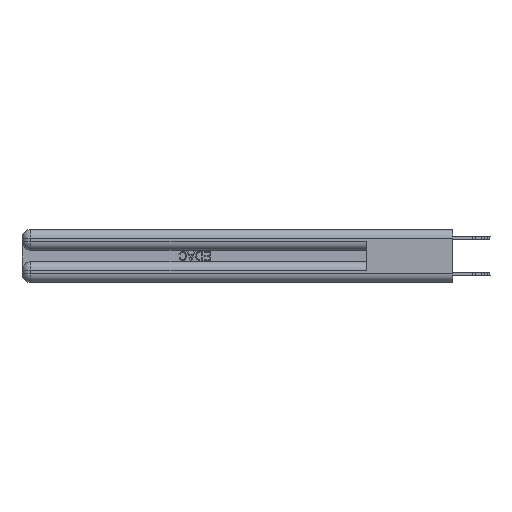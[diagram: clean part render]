
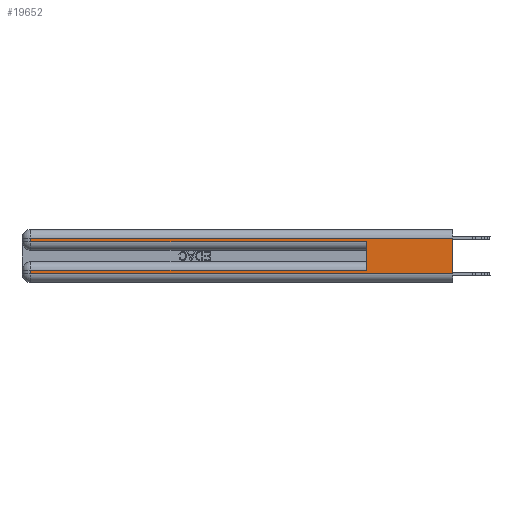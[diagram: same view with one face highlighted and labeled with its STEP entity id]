
A CAD part, left-side view. The second image highlights one B-rep face of the part: STEP entity #19652.
In plain terms, the highlighted planar face has unit normal (-1, 0, 0).
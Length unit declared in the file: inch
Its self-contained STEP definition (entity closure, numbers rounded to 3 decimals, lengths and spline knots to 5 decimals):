
#485 = VERTEX_POINT ( 'NONE', #16000 ) ;
#1075 = CARTESIAN_POINT ( 'NONE',  ( 0., 0., 0.37 ) ) ;
#2663 = VECTOR ( 'NONE', #16777, 39.37008 ) ;
#3954 = CARTESIAN_POINT ( 'NONE',  ( 0., 0., 0.285 ) ) ;
#4180 = DIRECTION ( 'NONE',  ( 0., 0., -1. ) ) ;
#4261 = DIRECTION ( 'NONE',  ( 0., -1., 0. ) ) ;
#4272 = VECTOR ( 'NONE', #26494, 39.37008 ) ;
#5122 = CARTESIAN_POINT ( 'NONE',  ( 0., 0., 0.31 ) ) ;
#5721 = DIRECTION ( 'NONE',  ( 0., 0., 1. ) ) ;
#5888 = CARTESIAN_POINT ( 'NONE',  ( 0., 0.6, 0.145 ) ) ;
#5943 = DIRECTION ( 'NONE',  ( 1., 0., 0. ) ) ;
#6100 = PLANE ( 'NONE',  #31125 ) ;
#6283 = ORIENTED_EDGE ( 'NONE', *, *, #14925, .T. ) ;
#6722 = VERTEX_POINT ( 'NONE', #14229 ) ;
#6927 = CARTESIAN_POINT ( 'NONE',  ( 0., 0., 0.37 ) ) ;
#8211 = CARTESIAN_POINT ( 'NONE',  ( 0., 0., 0.06 ) ) ;
#8509 = VECTOR ( 'NONE', #4180, 39.37008 ) ;
#8607 = CARTESIAN_POINT ( 'NONE',  ( 0., 2.94, 0.06 ) ) ;
#8964 = EDGE_LOOP ( 'NONE', ( #30682, #23060, #15631, #17741, #14545, #6283, #14517, #21672 ) ) ;
#9797 = EDGE_CURVE ( 'NONE', #12016, #20322, #10461, .T. ) ;
#10461 = LINE ( 'NONE', #8211, #24934 ) ;
#12016 = VERTEX_POINT ( 'NONE', #8607 ) ;
#12776 = EDGE_CURVE ( 'NONE', #6722, #25216, #28690, .T. ) ;
#13355 = DIRECTION ( 'NONE',  ( 0., 0., -1. ) ) ;
#13405 = DIRECTION ( 'NONE',  ( 0., 1., 0. ) ) ;
#13507 = FACE_OUTER_BOUND ( 'NONE', #8964, .T. ) ;
#13728 = CARTESIAN_POINT ( 'NONE',  ( 0., 0., 0.085 ) ) ;
#13950 = VERTEX_POINT ( 'NONE', #21886 ) ;
#14229 = CARTESIAN_POINT ( 'NONE',  ( 0., 2.94, 0.285 ) ) ;
#14517 = ORIENTED_EDGE ( 'NONE', *, *, #31784, .T. ) ;
#14545 = ORIENTED_EDGE ( 'NONE', *, *, #28596, .F. ) ;
#14925 = EDGE_CURVE ( 'NONE', #13950, #485, #28775, .T. ) ;
#15318 = DIRECTION ( 'NONE',  ( 0., -1., 0. ) ) ;
#15631 = ORIENTED_EDGE ( 'NONE', *, *, #20573, .T. ) ;
#16000 = CARTESIAN_POINT ( 'NONE',  ( 0., 2.94, 0.085 ) ) ;
#16113 = LINE ( 'NONE', #17623, #26504 ) ;
#16507 = CARTESIAN_POINT ( 'NONE',  ( 0., 0., 0.06 ) ) ;
#16777 = DIRECTION ( 'NONE',  ( 0., 0., -1. ) ) ;
#17623 = CARTESIAN_POINT ( 'NONE',  ( 0., 2.94, 0.37 ) ) ;
#17741 = ORIENTED_EDGE ( 'NONE', *, *, #12776, .T. ) ;
#18055 = EDGE_CURVE ( 'NONE', #18276, #20322, #29065, .T. ) ;
#18276 = VERTEX_POINT ( 'NONE', #5122 ) ;
#18906 = LINE ( 'NONE', #19208, #8509 ) ;
#19208 = CARTESIAN_POINT ( 'NONE',  ( 0., 2.94, 0.37 ) ) ;
#19652 = ADVANCED_FACE ( 'NONE', ( #13507 ), #6100, .F. ) ;
#20322 = VERTEX_POINT ( 'NONE', #16507 ) ;
#20573 = EDGE_CURVE ( 'NONE', #28899, #6722, #16113, .T. ) ;
#21143 = CARTESIAN_POINT ( 'NONE',  ( 0., 2.94, 0.31 ) ) ;
#21334 = CARTESIAN_POINT ( 'NONE',  ( 0., 0., 0.31 ) ) ;
#21672 = ORIENTED_EDGE ( 'NONE', *, *, #9797, .T. ) ;
#21886 = CARTESIAN_POINT ( 'NONE',  ( 0., 0.6, 0.085 ) ) ;
#23060 = ORIENTED_EDGE ( 'NONE', *, *, #25175, .T. ) ;
#24934 = VECTOR ( 'NONE', #15318, 39.37008 ) ;
#25175 = EDGE_CURVE ( 'NONE', #18276, #28899, #28778, .T. ) ;
#25216 = VERTEX_POINT ( 'NONE', #30012 ) ;
#25372 = DIRECTION ( 'NONE',  ( 0., 0., -1. ) ) ;
#26417 = VECTOR ( 'NONE', #5721, 39.37008 ) ;
#26494 = DIRECTION ( 'NONE',  ( 0., 1., 0. ) ) ;
#26504 = VECTOR ( 'NONE', #25372, 39.37008 ) ;
#26905 = VECTOR ( 'NONE', #4261, 39.37008 ) ;
#27868 = LINE ( 'NONE', #5888, #26417 ) ;
#28436 = VECTOR ( 'NONE', #13405, 39.37008 ) ;
#28596 = EDGE_CURVE ( 'NONE', #13950, #25216, #27868, .T. ) ;
#28690 = LINE ( 'NONE', #3954, #26905 ) ;
#28775 = LINE ( 'NONE', #13728, #4272 ) ;
#28778 = LINE ( 'NONE', #21334, #28436 ) ;
#28899 = VERTEX_POINT ( 'NONE', #21143 ) ;
#29065 = LINE ( 'NONE', #6927, #2663 ) ;
#30012 = CARTESIAN_POINT ( 'NONE',  ( 0., 0.6, 0.285 ) ) ;
#30682 = ORIENTED_EDGE ( 'NONE', *, *, #18055, .F. ) ;
#31125 = AXIS2_PLACEMENT_3D ( 'NONE', #1075, #5943, #13355 ) ;
#31784 = EDGE_CURVE ( 'NONE', #485, #12016, #18906, .T. ) ;
